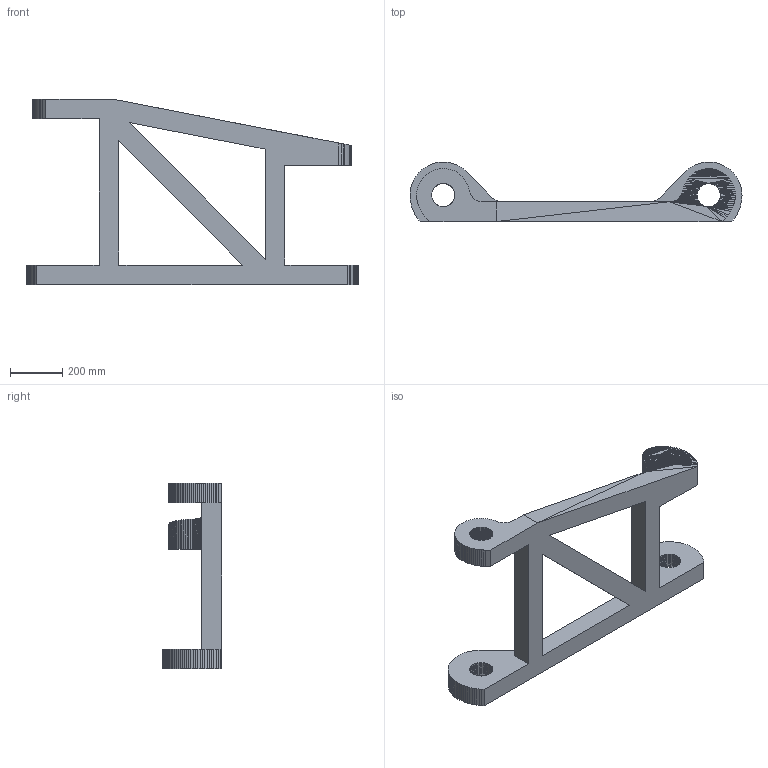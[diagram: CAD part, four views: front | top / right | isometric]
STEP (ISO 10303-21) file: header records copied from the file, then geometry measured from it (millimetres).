
FILE_DESCRIPTION(/* description */ (''),/* implementation_level */ '2;1');
FILE_NAME(/* name */ 'front suspensin link rear left.stp',/* time_stamp */ '2023-08-09T18:00:23+05:00',/* author */ ('ahmed'),/* organization */ (''),/* preprocessor_version */ 'ST-DEVELOPER v17',/* originating_system */ 'Autodesk Inventor 2019',/* authorisation */ '');
FILE_SCHEMA (('AUTOMOTIVE_DESIGN { 1 0 10303 214 3 1 1 }'));
Length unit declared in the file: millimetre
Products named in the file (1): front suspensin link rear left
Bounding box: 1270 x 228.57 x 711.2 mm (x, y, z)
Volume: 31504054.5 mm3; surface area: 1566238.9 mm2
Topology: 1 solids, 1 shells, 1044 faces, 2199 edges, 1156 vertices
Faces by surface type: bspline 1044
Entity records: 36455 total; most frequent: CARTESIAN_POINT 22259, ORIENTED_EDGE 4398, B_SPLINE_CURVE_WITH_KNOTS 2199, EDGE_CURVE 2199, VERTEX_POINT 1156, EDGE_LOOP 1055, FACE_OUTER_BOUND 1044, B_SPLINE_SURFACE_WITH_KNOTS 1044
